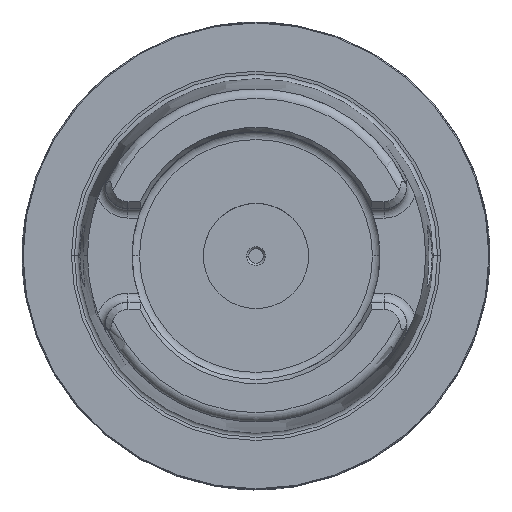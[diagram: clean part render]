
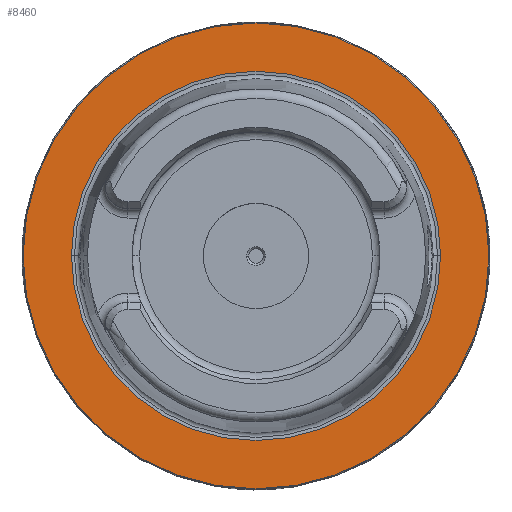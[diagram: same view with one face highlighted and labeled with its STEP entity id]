
A CAD part, top view. The second image highlights one B-rep face of the part: STEP entity #8460.
In plain terms, the highlighted planar face has unit normal (0, 0, 1).
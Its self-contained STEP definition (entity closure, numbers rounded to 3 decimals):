
#3468=CARTESIAN_POINT('',(0.,0.,0.));
#3469=DIRECTION('',(0.,0.,1.));
#3470=DIRECTION('',(1.,0.,0.));
#3471=AXIS2_PLACEMENT_3D('',#3468,#3469,#3470);
#3484=CARTESIAN_POINT('',(0.,0.,0.));
#3485=DIRECTION('',(0.,0.,-1.));
#3486=DIRECTION('',(1.,0.,0.));
#3487=AXIS2_PLACEMENT_3D('',#3484,#3485,#3486);
#3506=CARTESIAN_POINT('',(0.,0.,0.));
#3507=DIRECTION('',(0.,0.,1.));
#3508=DIRECTION('',(1.,0.,0.));
#3509=AXIS2_PLACEMENT_3D('',#3506,#3507,#3508);
#5927=CARTESIAN_POINT('',(0.,0.,0.));
#5928=DIRECTION('',(0.,0.,-1.));
#5929=DIRECTION('',(1.,0.,0.));
#5930=AXIS2_PLACEMENT_3D('',#5927,#5928,#5929);
#6015=CARTESIAN_POINT('',(39.464,0.,0.));
#6017=VERTEX_POINT('',#6015);
#6027=CARTESIAN_POINT('',(-39.464,0.,0.));
#6029=VERTEX_POINT('',#6027);
#6261=CARTESIAN_POINT('',(49.8,0.,0.));
#6262=CARTESIAN_POINT('',(-49.8,0.,0.));
#6263=VERTEX_POINT('',#6261);
#6264=VERTEX_POINT('',#6262);
#8444=CARTESIAN_POINT('',(0.,0.,0.));
#8445=DIRECTION('',(0.,0.,-1.));
#8446=DIRECTION('',(-1.,0.,0.));
#8447=AXIS2_PLACEMENT_3D('',#8444,#8445,#8446);
#8448=PLANE('',#8447);
#8449=ORIENTED_EDGE('',*,*,#8434,.F.);
#8451=ORIENTED_EDGE('',*,*,#8450,.T.);
#8452=EDGE_LOOP('',(#8449,#8451));
#8453=FACE_OUTER_BOUND('',#8452,.F.);
#8455=ORIENTED_EDGE('',*,*,#8454,.F.);
#8457=ORIENTED_EDGE('',*,*,#8456,.T.);
#8458=EDGE_LOOP('',(#8455,#8457));
#8459=FACE_BOUND('',#8458,.F.);
#3472=CIRCLE('',#3471,49.8);
#3488=CIRCLE('',#3487,39.464);
#3510=CIRCLE('',#3509,39.464);
#5931=CIRCLE('',#5930,49.8);
#8434=EDGE_CURVE('',#6263,#6264,#3472,.T.);
#8450=EDGE_CURVE('',#6263,#6264,#5931,.T.);
#8454=EDGE_CURVE('',#6017,#6029,#3488,.T.);
#8456=EDGE_CURVE('',#6017,#6029,#3510,.T.);
#8460=ADVANCED_FACE('',(#8453,#8459),#8448,.F.);
